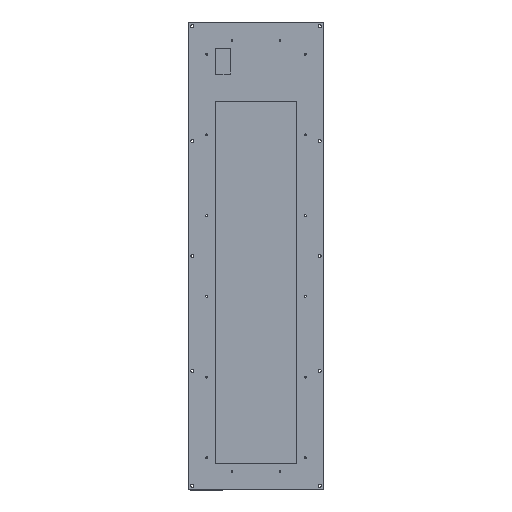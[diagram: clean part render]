
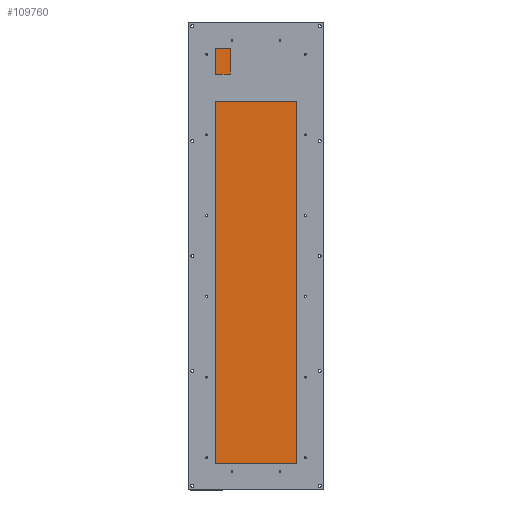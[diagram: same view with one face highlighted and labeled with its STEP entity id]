
A CAD part, top view. The second image highlights one B-rep face of the part: STEP entity #109760.
In plain terms, the highlighted planar face has unit normal (0, 0, 1).
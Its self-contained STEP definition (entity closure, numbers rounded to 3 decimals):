
#2802 = CARTESIAN_POINT ( 'NONE',  ( 152.828, 525.796, 23.021 ) ) ;
#6711 = EDGE_CURVE ( 'NONE', #99505, #97018, #16857, .T. ) ;
#7802 = CARTESIAN_POINT ( 'NONE',  ( 152.828, 525.796, 23.021 ) ) ;
#8064 = DIRECTION ( 'NONE',  ( 1., 0., 0. ) ) ;
#16857 = LINE ( 'NONE', #7802, #53289 ) ;
#23159 = ORIENTED_EDGE ( 'NONE', *, *, #36652, .T. ) ;
#24337 = DIRECTION ( 'NONE',  ( 0., 1., 0. ) ) ;
#24887 = VERTEX_POINT ( 'NONE', #64275 ) ;
#26715 = LINE ( 'NONE', #53273, #64463 ) ;
#30546 = AXIS2_PLACEMENT_3D ( 'NONE', #2802, #71783, #88754 ) ;
#31844 = ORIENTED_EDGE ( 'NONE', *, *, #57710, .T. ) ;
#36652 = EDGE_CURVE ( 'NONE', #87064, #24887, #74283, .T. ) ;
#37042 = EDGE_CURVE ( 'NONE', #24887, #99505, #67324, .T. ) ;
#44780 = DIRECTION ( 'NONE',  ( 0., -1., 0. ) ) ;
#48020 = CARTESIAN_POINT ( 'NONE',  ( -51.172, -461.204, 23.021 ) ) ;
#49988 = VECTOR ( 'NONE', #8064, 1000. ) ;
#53273 = CARTESIAN_POINT ( 'NONE',  ( -51.172, 525.796, 23.021 ) ) ;
#53289 = VECTOR ( 'NONE', #103383, 1000. ) ;
#54251 = PLANE ( 'NONE',  #30546 ) ;
#57710 = EDGE_CURVE ( 'NONE', #97018, #87064, #26715, .T. ) ;
#60088 = CARTESIAN_POINT ( 'NONE',  ( 152.828, -461.204, 23.021 ) ) ;
#64275 = CARTESIAN_POINT ( 'NONE',  ( 152.828, -461.204, 23.021 ) ) ;
#64453 = VECTOR ( 'NONE', #24337, 1000. ) ;
#64463 = VECTOR ( 'NONE', #44780, 1000. ) ;
#67324 = LINE ( 'NONE', #101838, #64453 ) ;
#71783 = DIRECTION ( 'NONE',  ( 0., 0., 1. ) ) ;
#74283 = LINE ( 'NONE', #60088, #49988 ) ;
#78143 = ORIENTED_EDGE ( 'NONE', *, *, #37042, .T. ) ;
#87064 = VERTEX_POINT ( 'NONE', #48020 ) ;
#87730 = CARTESIAN_POINT ( 'NONE',  ( 152.828, 525.796, 23.021 ) ) ;
#88754 = DIRECTION ( 'NONE',  ( 0., -1., 0. ) ) ;
#96805 = ORIENTED_EDGE ( 'NONE', *, *, #6711, .T. ) ;
#97018 = VERTEX_POINT ( 'NONE', #111515 ) ;
#99505 = VERTEX_POINT ( 'NONE', #87730 ) ;
#101838 = CARTESIAN_POINT ( 'NONE',  ( 152.828, 525.796, 23.021 ) ) ;
#103383 = DIRECTION ( 'NONE',  ( -1., 0., 0. ) ) ;
#106300 = FACE_OUTER_BOUND ( 'NONE', #109347, .T. ) ;
#109347 = EDGE_LOOP ( 'NONE', ( #96805, #31844, #23159, #78143 ) ) ;
#109760 = ADVANCED_FACE ( 'NONE', ( #106300 ), #54251, .T. ) ;
#111515 = CARTESIAN_POINT ( 'NONE',  ( -51.172, 525.796, 23.021 ) ) ;
